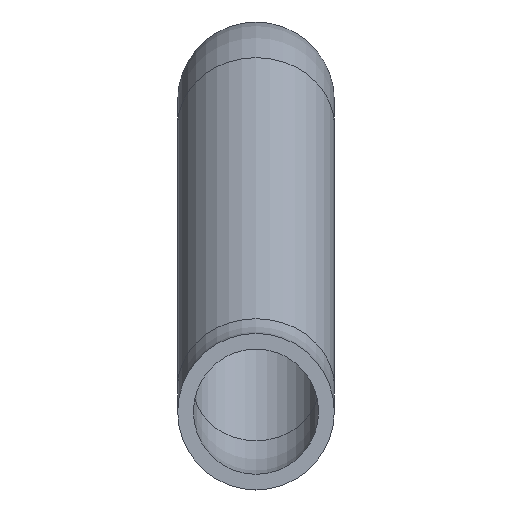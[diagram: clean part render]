
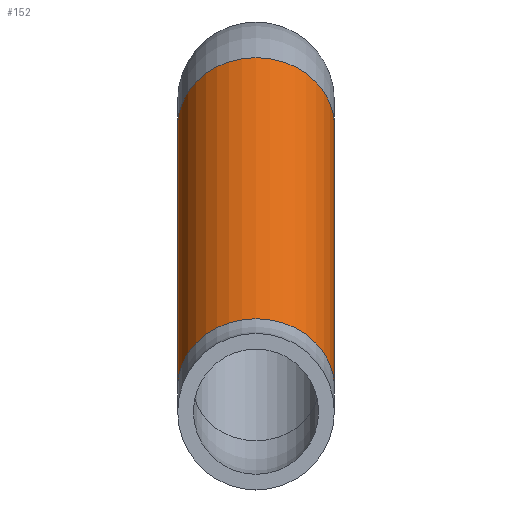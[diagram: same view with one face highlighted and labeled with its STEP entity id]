
A CAD part, left-side view. The second image highlights one B-rep face of the part: STEP entity #152.
In plain terms, the highlighted cylindrical face has radius 7.5 mm (diameter 15 mm), a full revolution.
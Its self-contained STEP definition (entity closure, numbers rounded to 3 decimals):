
#25=FACE_BOUND($,#57,.T.);
#39=FACE_OUTER_BOUND($,#56,.T.);
#56=EDGE_LOOP($,(#116));
#57=EDGE_LOOP($,(#117));
#74=CIRCLE($,#175,7.5);
#75=CIRCLE($,#177,7.5);
#86=VERTEX_POINT($,#258);
#87=VERTEX_POINT($,#261);
#98=EDGE_CURVE($,#86,#86,#74,.T.);
#99=EDGE_CURVE($,#87,#87,#75,.T.);
#116=ORIENTED_EDGE($,*,*,#98,.T.);
#117=ORIENTED_EDGE($,*,*,#99,.F.);
#130=CYLINDRICAL_SURFACE($,#176,7.5);
#152=ADVANCED_FACE($,(#39,#25),#130,.T.);
#175=AXIS2_PLACEMENT_3D($,#259,#216,#217);
#176=AXIS2_PLACEMENT_3D($,#260,#218,#219);
#177=AXIS2_PLACEMENT_3D($,#262,#220,#221);
#216=DIRECTION('center_axis',(-0.866,0.,-0.5));
#217=DIRECTION('ref_axis',(0.,-1.,0.));
#218=DIRECTION('center_axis',(0.866,0.,0.5));
#219=DIRECTION('ref_axis',(0.,-1.,0.));
#220=DIRECTION('center_axis',(-0.866,0.,-0.5));
#221=DIRECTION('ref_axis',(0.,-1.,0.));
#258=CARTESIAN_POINT('',(92.3,7.5,27.424));
#259=CARTESIAN_POINT('Origin',(92.3,0.,27.424));
#260=CARTESIAN_POINT('Origin',(48.977,0.,2.412));
#261=CARTESIAN_POINT('',(48.977,7.5,2.412));
#262=CARTESIAN_POINT('Origin',(48.977,0.,2.412));
